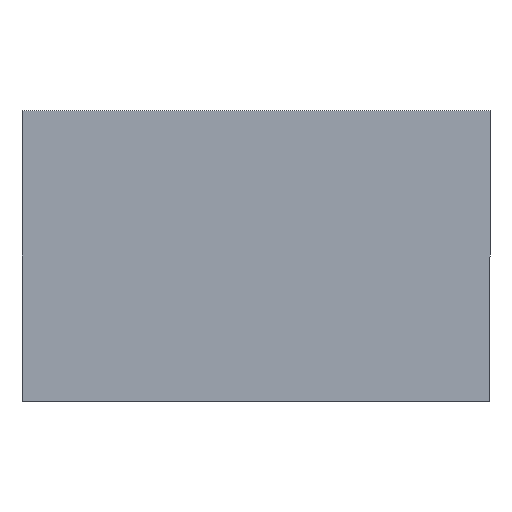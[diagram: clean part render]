
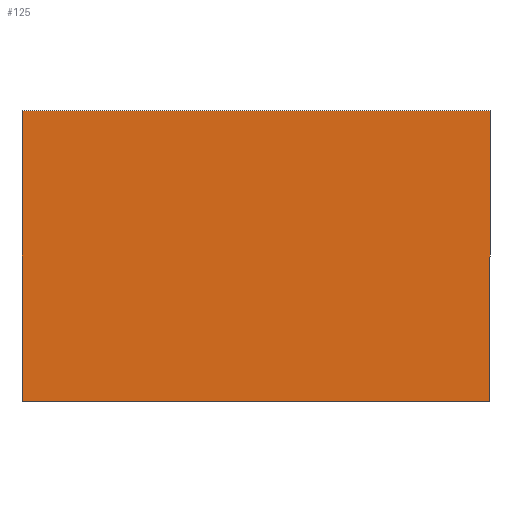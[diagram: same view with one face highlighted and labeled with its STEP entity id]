
A CAD part, top view. The second image highlights one B-rep face of the part: STEP entity #125.
In plain terms, the highlighted planar face has unit normal (0, 0, 1).
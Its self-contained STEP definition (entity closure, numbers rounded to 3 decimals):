
#4 = CARTESIAN_POINT ( 'NONE',  ( 11070.915, -35.84, 62.4 ) ) ;
#7 = CARTESIAN_POINT ( 'NONE',  ( 64.635, 29.127, 62.4 ) ) ;
#8 = CARTESIAN_POINT ( 'NONE',  ( 64.635, -35.84, 62.4 ) ) ;
#12 = DIRECTION ( 'NONE',  ( 0., 1., 0. ) ) ;
#16 = EDGE_LOOP ( 'NONE', ( #51, #178, #41, #119 ) ) ;
#17 = LINE ( 'NONE', #182, #116 ) ;
#18 = LINE ( 'NONE', #186, #35 ) ;
#20 = VECTOR ( 'NONE', #94, 1000. ) ;
#35 = VECTOR ( 'NONE', #73, 1000. ) ;
#39 = CARTESIAN_POINT ( 'NONE',  ( -40.085, 30.208, 62.4 ) ) ;
#41 = ORIENTED_EDGE ( 'NONE', *, *, #105, .T. ) ;
#51 = ORIENTED_EDGE ( 'NONE', *, *, #87, .T. ) ;
#54 = CARTESIAN_POINT ( 'NONE',  ( 64.635, -36.921, 62.4 ) ) ;
#58 = VERTEX_POINT ( 'NONE', #7 ) ;
#63 = DIRECTION ( 'NONE',  ( -1., 0., 0. ) ) ;
#66 = DIRECTION ( 'NONE',  ( 1., 0., 0. ) ) ;
#73 = DIRECTION ( 'NONE',  ( -1., 0., 0. ) ) ;
#80 = VERTEX_POINT ( 'NONE', #145 ) ;
#87 = EDGE_CURVE ( 'NONE', #162, #102, #17, .T. ) ;
#88 = DIRECTION ( 'NONE',  ( 0., 0., -1. ) ) ;
#94 = DIRECTION ( 'NONE',  ( 0., -1., 0. ) ) ;
#98 = CARTESIAN_POINT ( 'NONE',  ( -40.085, -35.84, 62.4 ) ) ;
#101 = AXIS2_PLACEMENT_3D ( 'NONE', #4, #88, #63 ) ;
#102 = VERTEX_POINT ( 'NONE', #8 ) ;
#105 = EDGE_CURVE ( 'NONE', #58, #80, #18, .T. ) ;
#116 = VECTOR ( 'NONE', #66, 1000. ) ;
#119 = ORIENTED_EDGE ( 'NONE', *, *, #148, .F. ) ;
#125 = ADVANCED_FACE ( 'NONE', ( #166 ), #136, .F. ) ;
#126 = VECTOR ( 'NONE', #12, 1000. ) ;
#136 = PLANE ( 'NONE',  #101 ) ;
#139 = EDGE_CURVE ( 'NONE', #58, #102, #177, .T. ) ;
#145 = CARTESIAN_POINT ( 'NONE',  ( -40.085, 29.127, 62.4 ) ) ;
#148 = EDGE_CURVE ( 'NONE', #162, #80, #176, .T. ) ;
#162 = VERTEX_POINT ( 'NONE', #98 ) ;
#166 = FACE_OUTER_BOUND ( 'NONE', #16, .T. ) ;
#176 = LINE ( 'NONE', #39, #126 ) ;
#177 = LINE ( 'NONE', #54, #20 ) ;
#178 = ORIENTED_EDGE ( 'NONE', *, *, #139, .F. ) ;
#182 = CARTESIAN_POINT ( 'NONE',  ( 11070.915, -35.84, 62.4 ) ) ;
#186 = CARTESIAN_POINT ( 'NONE',  ( 11070.915, 29.127, 62.4 ) ) ;
